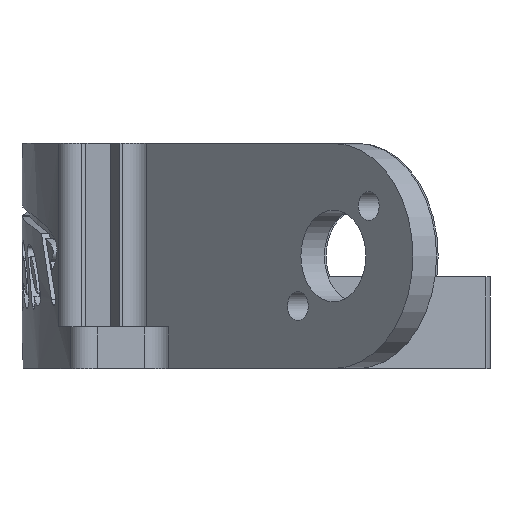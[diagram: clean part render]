
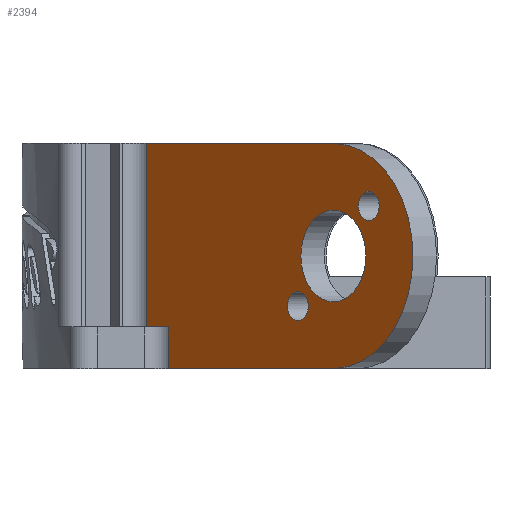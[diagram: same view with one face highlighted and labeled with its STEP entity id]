
A CAD part, front view. The second image highlights one B-rep face of the part: STEP entity #2394.
In plain terms, the highlighted planar face has unit normal (-0.707, -0.707, 0).
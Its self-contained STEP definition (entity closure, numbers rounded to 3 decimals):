
#75=FACE_BOUND('',#402,.T.);
#76=FACE_BOUND('',#403,.T.);
#77=FACE_BOUND('',#404,.T.);
#191=PLANE('',#2586);
#257=FACE_OUTER_BOUND('',#401,.T.);
#401=EDGE_LOOP('',(#1846,#1847,#1848,#1849,#1850,#1851));
#402=EDGE_LOOP('',(#1852));
#403=EDGE_LOOP('',(#1853));
#404=EDGE_LOOP('',(#1854));
#506=LINE('',#3180,#711);
#513=LINE('',#3200,#718);
#564=LINE('',#3760,#769);
#592=LINE('',#3847,#797);
#593=LINE('',#3850,#798);
#711=VECTOR('',#2668,10.);
#718=VECTOR('',#2685,10.);
#769=VECTOR('',#2826,10.);
#797=VECTOR('',#2912,10.);
#798=VECTOR('',#2915,10.);
#948=CIRCLE('',#2562,5.5);
#952=CIRCLE('',#2569,1.75);
#954=CIRCLE('',#2572,1.75);
#962=CIRCLE('',#2587,13.5);
#986=VERTEX_POINT('',#3176);
#988=VERTEX_POINT('',#3179);
#996=VERTEX_POINT('',#3198);
#1095=VERTEX_POINT('',#3759);
#1110=VERTEX_POINT('',#3795);
#1114=VERTEX_POINT('',#3809);
#1116=VERTEX_POINT('',#3815);
#1125=VERTEX_POINT('',#3845);
#1126=VERTEX_POINT('',#3849);
#1229=EDGE_CURVE('',#986,#988,#506,.T.);
#1240=EDGE_CURVE('',#986,#996,#513,.T.);
#1359=EDGE_CURVE('',#1095,#988,#564,.T.);
#1378=EDGE_CURVE('',#1110,#1110,#948,.T.);
#1385=EDGE_CURVE('',#1114,#1114,#952,.T.);
#1388=EDGE_CURVE('',#1116,#1116,#954,.T.);
#1404=EDGE_CURVE('',#996,#1125,#592,.T.);
#1405=EDGE_CURVE('',#1126,#1125,#593,.T.);
#1406=EDGE_CURVE('',#1095,#1126,#962,.T.);
#1846=ORIENTED_EDGE('',*,*,#1229,.F.);
#1847=ORIENTED_EDGE('',*,*,#1240,.T.);
#1848=ORIENTED_EDGE('',*,*,#1404,.T.);
#1849=ORIENTED_EDGE('',*,*,#1405,.F.);
#1850=ORIENTED_EDGE('',*,*,#1406,.F.);
#1851=ORIENTED_EDGE('',*,*,#1359,.T.);
#1852=ORIENTED_EDGE('',*,*,#1378,.T.);
#1853=ORIENTED_EDGE('',*,*,#1385,.T.);
#1854=ORIENTED_EDGE('',*,*,#1388,.T.);
#2394=ADVANCED_FACE('',(#257,#75,#76,#77),#191,.F.);
#2562=AXIS2_PLACEMENT_3D('',#3796,#2852,#2853);
#2569=AXIS2_PLACEMENT_3D('',#3810,#2869,#2870);
#2572=AXIS2_PLACEMENT_3D('',#3816,#2876,#2877);
#2586=AXIS2_PLACEMENT_3D('',#3848,#2913,#2914);
#2587=AXIS2_PLACEMENT_3D('',#3851,#2916,#2917);
#2668=DIRECTION('',(0.,0.,1.));
#2685=DIRECTION('',(0.707,-0.707,0.));
#2826=DIRECTION('',(-0.707,0.707,0.));
#2852=DIRECTION('center_axis',(0.707,0.707,0.));
#2853=DIRECTION('ref_axis',(0.707,-0.707,0.));
#2869=DIRECTION('center_axis',(0.707,0.707,0.));
#2870=DIRECTION('ref_axis',(0.707,-0.707,0.));
#2876=DIRECTION('center_axis',(0.707,0.707,0.));
#2877=DIRECTION('ref_axis',(0.707,-0.707,0.));
#2912=DIRECTION('',(0.,0.,-1.));
#2913=DIRECTION('center_axis',(0.707,0.707,0.));
#2914=DIRECTION('ref_axis',(-0.707,0.707,0.));
#2915=DIRECTION('',(-0.707,0.707,0.));
#2916=DIRECTION('center_axis',(0.707,0.707,0.));
#2917=DIRECTION('ref_axis',(0.,0.,
1.));
#3176=CARTESIAN_POINT('',(102.386,-26.574,6.5));
#3179=CARTESIAN_POINT('',(102.386,-26.574,28.5));
#3180=CARTESIAN_POINT('',(102.386,-26.574,21.75));
#3198=CARTESIAN_POINT('',(105.038,-29.226,6.5));
#3200=CARTESIAN_POINT('',(105.038,-29.226,6.5));
#3759=CARTESIAN_POINT('',(124.837,-49.025,28.5));
#3760=CARTESIAN_POINT('',(124.837,-49.025,28.5));
#3795=CARTESIAN_POINT('',(120.948,-45.136,15.));
#3796=CARTESIAN_POINT('Origin',(124.837,-49.025,15.));
#3809=CARTESIAN_POINT('',(127.85,-52.037,21.01));
#3810=CARTESIAN_POINT('Origin',(129.087,-53.275,21.01));
#3815=CARTESIAN_POINT('',(119.35,-43.537,8.99));
#3816=CARTESIAN_POINT('Origin',(120.587,-44.775,8.99));
#3845=CARTESIAN_POINT('',(105.038,-29.226,1.5));
#3847=CARTESIAN_POINT('',(105.038,-29.226,8.25));
#3848=CARTESIAN_POINT('Origin',(119.003,-43.191,15.));
#3849=CARTESIAN_POINT('',(124.837,-49.025,1.5));
#3850=CARTESIAN_POINT('',(124.837,-49.025,1.5));
#3851=CARTESIAN_POINT('Origin',(124.837,-49.025,15.));
